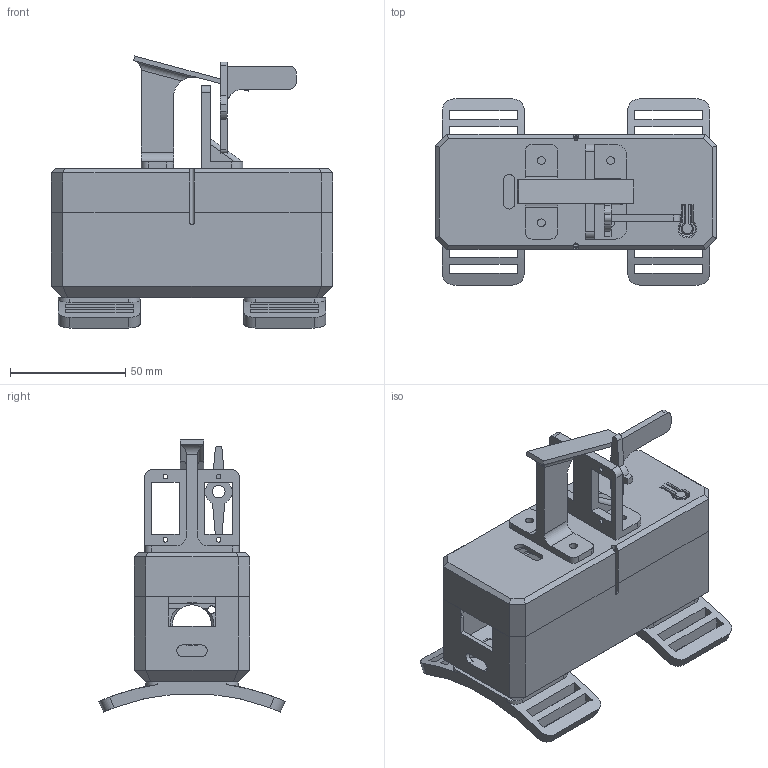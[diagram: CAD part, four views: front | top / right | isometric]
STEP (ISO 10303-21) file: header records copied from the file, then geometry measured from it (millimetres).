
FILE_DESCRIPTION(/* description */ (''),/* implementation_level */ '2;1');
FILE_NAME(/* name */ 'Enclosure Frozen v2.step',/* time_stamp */ '2022-11-19T11:07:35-05:00',/* author */ (''),/* organization */ (''),/* preprocessor_version */ 'ST-DEVELOPER v18.1',/* originating_system */ 'Autodesk Translation Framework v10.13.0.1454',/* authorisation */ '');
FILE_SCHEMA (('AUTOMOTIVE_DESIGN { 1 0 10303 214 3 1 1 }'));
Length unit declared in the file: millimetre
Products named in the file (7): Enclosure Frozen; box; lid; straps; servo stand; led stand; servo horn
Assembly tree (6 placements, depth 2):
  Enclosure Frozen
    box
    lid
    straps
    servo stand
    led stand
    servo horn
Bounding box: 122 x 80.62 x 117.88 mm (x, y, z)
Volume: 104050.3 mm3; surface area: 85495.8 mm2
Topology: 7 solids, 7 shells, 455 faces, 1222 edges, 790 vertices
Faces by surface type: plane 304, cylinder 130, cone 12, bspline 9
Full cylindrical faces by diameter (mm): 2 x4, 3 x2, 3.4 x10, 5 x8, 5.5 x1, 10 x4, 16.8 x1
Entity records: 14976 total; most frequent: CARTESIAN_POINT 3111, ORIENTED_EDGE 2444, DIRECTION 2416, EDGE_CURVE 1222, LINE 840, VECTOR 840, VERTEX_POINT 790, AXIS2_PLACEMENT_3D 788
